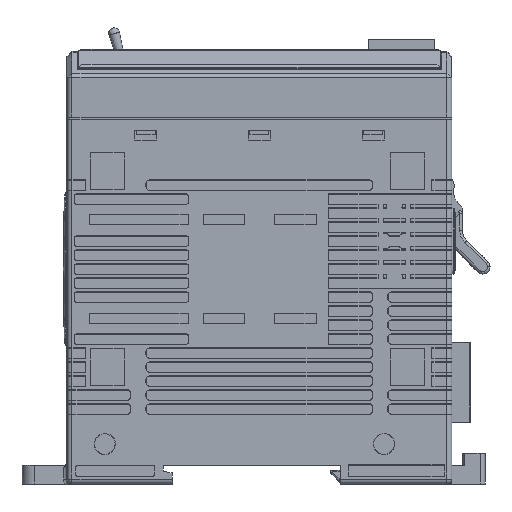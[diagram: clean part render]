
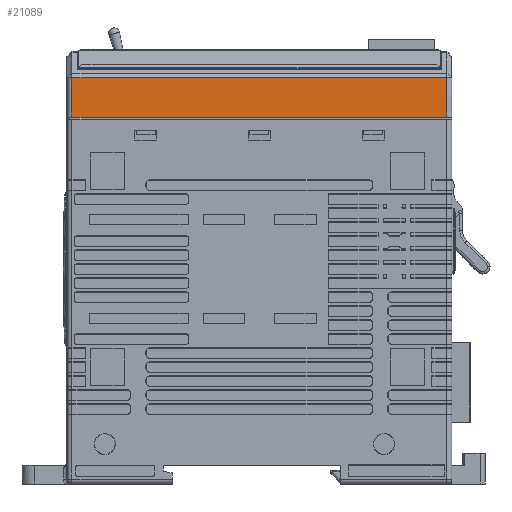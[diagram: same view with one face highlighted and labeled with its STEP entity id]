
A CAD part, left-side view. The second image highlights one B-rep face of the part: STEP entity #21089.
In plain terms, the highlighted planar face has unit normal (-1, 0, 0).
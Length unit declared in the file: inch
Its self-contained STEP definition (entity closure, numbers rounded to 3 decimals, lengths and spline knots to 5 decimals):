
#1316 = VECTOR ( 'NONE', #41832, 39.37008 ) ;
#1386 = CARTESIAN_POINT ( 'NONE',  ( -1.14711, -1.39786, 3.05734 ) ) ;
#3037 = LINE ( 'NONE', #63513, #1316 ) ;
#3383 = DIRECTION ( 'NONE',  ( 0., 0., 1. ) ) ;
#4588 = ORIENTED_EDGE ( 'NONE', *, *, #101592, .T. ) ;
#7445 = ORIENTED_EDGE ( 'NONE', *, *, #12087, .T. ) ;
#12087 = EDGE_CURVE ( 'NONE', #120845, #73707, #64500, .T. ) ;
#15078 = PLANE ( 'NONE',  #55595 ) ;
#17954 = DIRECTION ( 'NONE',  ( 0., -1., 0. ) ) ;
#21089 = ADVANCED_FACE ( 'NONE', ( #113739 ), #15078, .T. ) ;
#21608 = LINE ( 'NONE', #72884, #65925 ) ;
#22235 = EDGE_CURVE ( 'NONE', #118542, #54509, #21608, .T. ) ;
#26322 = CARTESIAN_POINT ( 'NONE',  ( -1.14711, -1.39786, -1.04757 ) ) ;
#30991 = ORIENTED_EDGE ( 'NONE', *, *, #22235, .T. ) ;
#41832 = DIRECTION ( 'NONE',  ( 0., 1., 0. ) ) ;
#51877 = DIRECTION ( 'NONE',  ( 0., 0., -1. ) ) ;
#54509 = VERTEX_POINT ( 'NONE', #68995 ) ;
#55228 = CARTESIAN_POINT ( 'NONE',  ( -1.14711, -0.14784, -1.04757 ) ) ;
#55595 = AXIS2_PLACEMENT_3D ( 'NONE', #55228, #107736, #66371 ) ;
#59520 = CARTESIAN_POINT ( 'NONE',  ( -1.14711, -1.39786, 2.74295 ) ) ;
#63075 = VECTOR ( 'NONE', #17954, 39.37008 ) ;
#63513 = CARTESIAN_POINT ( 'NONE',  ( -1.14711, -0.14784, 3.05734 ) ) ;
#64500 = LINE ( 'NONE', #26322, #110977 ) ;
#65925 = VECTOR ( 'NONE', #51877, 39.37008 ) ;
#66103 = CARTESIAN_POINT ( 'NONE',  ( -1.14711, 1.5549, 3.05734 ) ) ;
#66371 = DIRECTION ( 'NONE',  ( 0., 0., 1. ) ) ;
#68995 = CARTESIAN_POINT ( 'NONE',  ( -1.14711, 1.5549, 2.74295 ) ) ;
#71009 = ORIENTED_EDGE ( 'NONE', *, *, #98656, .T. ) ;
#72884 = CARTESIAN_POINT ( 'NONE',  ( -1.14711, 1.5549, -1.04757 ) ) ;
#73707 = VERTEX_POINT ( 'NONE', #1386 ) ;
#95807 = EDGE_LOOP ( 'NONE', ( #7445, #71009, #30991, #4588 ) ) ;
#98656 = EDGE_CURVE ( 'NONE', #73707, #118542, #3037, .T. ) ;
#101592 = EDGE_CURVE ( 'NONE', #54509, #120845, #107988, .T. ) ;
#105391 = CARTESIAN_POINT ( 'NONE',  ( -1.14711, -0.14784, 2.74295 ) ) ;
#107736 = DIRECTION ( 'NONE',  ( -1., 0., 0. ) ) ;
#107988 = LINE ( 'NONE', #105391, #63075 ) ;
#110977 = VECTOR ( 'NONE', #3383, 39.37008 ) ;
#113739 = FACE_OUTER_BOUND ( 'NONE', #95807, .T. ) ;
#118542 = VERTEX_POINT ( 'NONE', #66103 ) ;
#120845 = VERTEX_POINT ( 'NONE', #59520 ) ;
